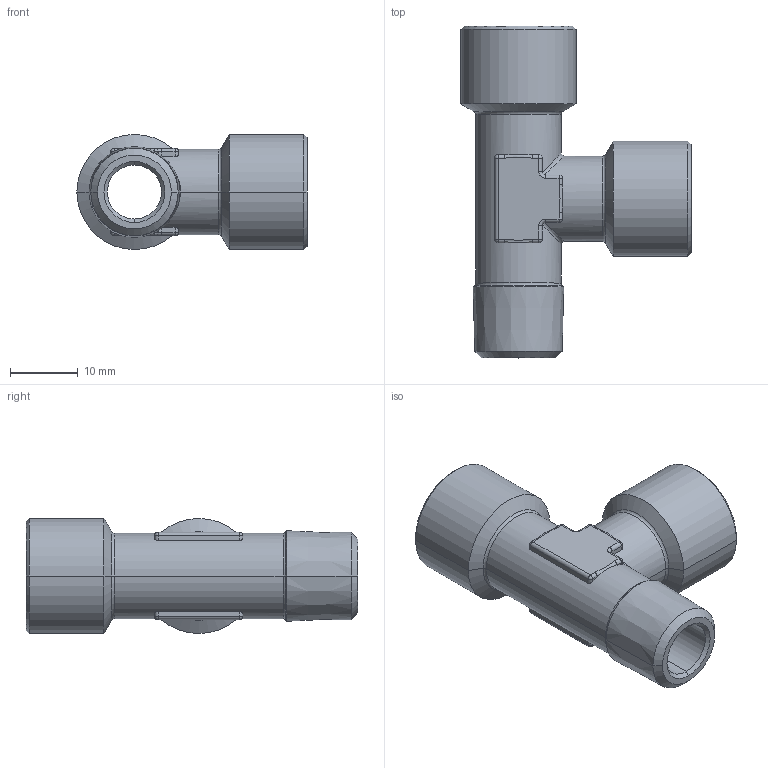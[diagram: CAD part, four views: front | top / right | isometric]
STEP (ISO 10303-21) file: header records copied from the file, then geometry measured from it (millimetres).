
FILE_DESCRIPTION (( 'STEP AP203' ), '1' );
FILE_NAME ('05150002.STEP', '2010-09-13T09:50:56', ( 'Flavio' ), ( '' ), 'SwSTEP 2.0', 'SolidWorks 2009', '' );
FILE_SCHEMA (( 'CONFIG_CONTROL_DESIGN' ));
Length unit declared in the file: millimetre
Products named in the file (1): 05150002
Bounding box: 34 x 49 x 17 mm (x, y, z)
Volume: 6389.8 mm3; surface area: 5438 mm2
Topology: 1 solids, 1 shells, 136 faces, 319 edges, 172 vertices
Faces by surface type: cylinder 55, plane 27, cone 24, sphere 12, torus 10, bspline 8
Entity records: 4784 total; most frequent: CARTESIAN_POINT 1704, DIRECTION 663, ORIENTED_EDGE 614, EDGE_CURVE 307, AXIS2_PLACEMENT_3D 267, VERTEX_POINT 172, EDGE_LOOP 139, CIRCLE 138
